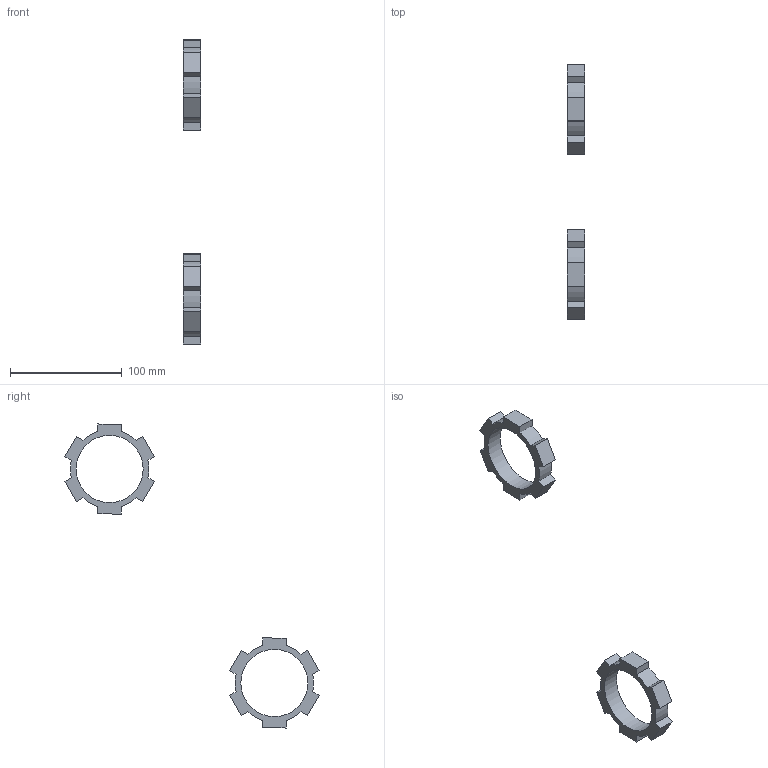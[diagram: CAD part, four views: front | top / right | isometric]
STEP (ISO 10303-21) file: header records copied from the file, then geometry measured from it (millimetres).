
FILE_DESCRIPTION( ( '' ), ' ' );
FILE_NAME( '5dd53cfbe4eb0915523d70ff.step', '2019-11-20T13:17:47', ( '' ), ( '' ), ' ', ' ', ' ' );
FILE_SCHEMA( ( 'AUTOMOTIVE_DESIGN { 1 0 10303 214 1 1 1 1 }' ) );
Length unit declared in the file: metre
Products named in the file (2): Part 12; Part 30
Bounding box: 15.24 x 227.41 x 271.68 mm (x, y, z)
Volume: 53018.4 mm3; surface area: 21801 mm2
Topology: 2 solids, 2 shells, 54 faces, 150 edges, 100 vertices
Faces by surface type: plane 40, cylinder 14
Full cylindrical faces by diameter (mm): 60 x2
Entity records: 2178 total; most frequent: CARTESIAN_POINT 304, ORIENTED_EDGE 296, DIRECTION 288, EDGE_CURVE 148, LINE 120, VECTOR 120, VERTEX_POINT 100, AXIS2_PLACEMENT_3D 84
